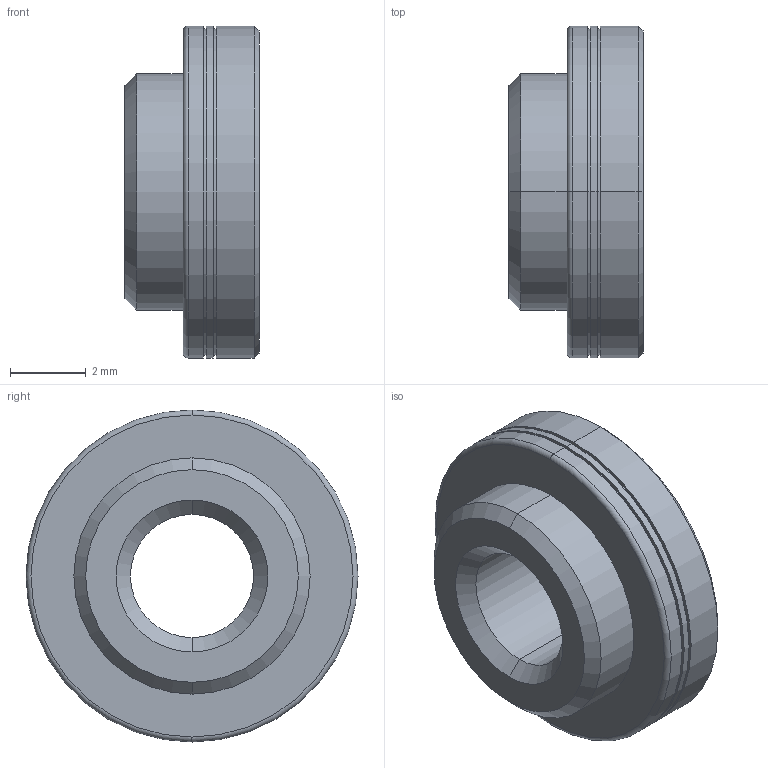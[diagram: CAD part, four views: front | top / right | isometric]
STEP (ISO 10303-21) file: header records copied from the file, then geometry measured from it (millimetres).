
FILE_DESCRIPTION(('starvars output'),'1');
FILE_NAME('cv20230916143643000008096.stp','14:36:46 2023/09/16',('Thomas Industrial Network Germany GmbH'),(' '),'Spatial InterOp 3D',' ',' ');
FILE_SCHEMA(('AUTOMOTIVE_DESIGN { 1 0 10303 214 3 1 1 }'));
Length unit declared in the file: millimetre
Products named in the file (1): 1
Bounding box: 3.53 x 8.74 x 8.74 mm (x, y, z)
Volume: 134.2 mm3; surface area: 224.2 mm2
Topology: 1 solids, 7 shells, 154 faces, 395 edges, 260 vertices
Faces by surface type: plane 126, cylinder 18, cone 8, torus 2
Entity records: 5871 total; most frequent: CARTESIAN_POINT 810, ORIENTED_EDGE 790, DIRECTION 753, EDGE_CURVE 395, LINE 347, VECTOR 347, VERTEX_POINT 260, AXIS2_PLACEMENT_3D 203
